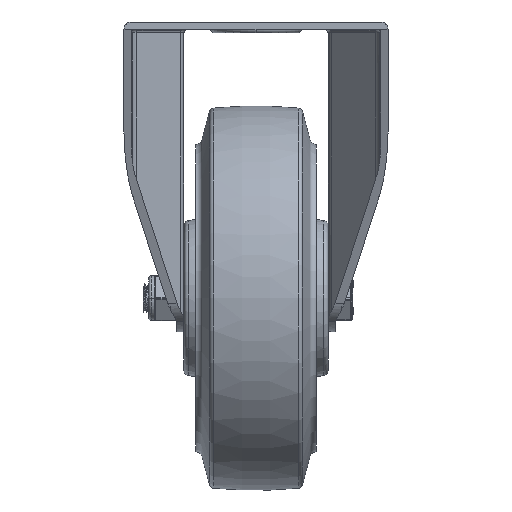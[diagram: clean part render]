
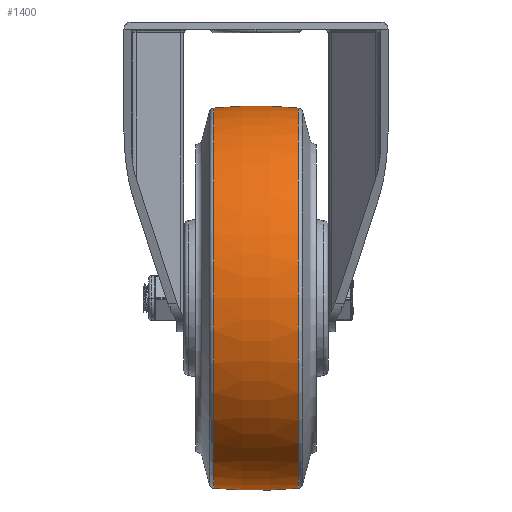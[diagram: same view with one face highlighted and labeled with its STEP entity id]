
A CAD part, left-side view. The second image highlights one B-rep face of the part: STEP entity #1400.
In plain terms, the highlighted toroidal (fillet/blend) face has major radius 101 mm and minor radius 181 mm.
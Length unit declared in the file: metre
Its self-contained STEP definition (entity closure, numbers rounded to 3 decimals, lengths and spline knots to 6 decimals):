
#1400=ADVANCED_FACE('27:35705',(#2703),#2704,.T.);
#2703=FACE_OUTER_BOUND('',#4750,.T.);
#2704=TOROIDAL_SURFACE('',#4751,-0.101,0.181);
#4750=EDGE_LOOP('',(#12558,#12559,#12560,#12561));
#4751=AXIS2_PLACEMENT_3D('',#12562,#12563,#12564);
#12558=ORIENTED_EDGE('',*,*,#19831,.T.);
#12559=ORIENTED_EDGE('',*,*,#19847,.F.);
#12560=ORIENTED_EDGE('',*,*,#19833,.T.);
#12561=ORIENTED_EDGE('',*,*,#19846,.T.);
#12562=CARTESIAN_POINT('',(0.,0.,0.0));
#12563=DIRECTION('',(0.,-1.0,0.));
#12564=DIRECTION('',(0.0,0.,-1.0));
#19831=EDGE_CURVE('',#22632,#22626,#22633,.T.);
#19833=EDGE_CURVE('',#22628,#22634,#22636,.T.);
#19846=EDGE_CURVE('27:35735',#22634,#22632,#22655,.T.);
#19847=EDGE_CURVE('27:35738',#22628,#22626,#22656,.T.);
#22626=VERTEX_POINT('',#28436);
#22628=VERTEX_POINT('',#28438);
#22632=VERTEX_POINT('',#28442);
#22633=CIRCLE('',#28443,0.181);
#22634=VERTEX_POINT('',#28444);
#22636=CIRCLE('',#28446,0.181);
#22655=CIRCLE('',#28467,0.079141);
#22656=CIRCLE('',#28468,0.079141);
#28436=CARTESIAN_POINT('',(0.,-0.017618,-0.079141));
#28438=CARTESIAN_POINT('',(0.,-0.017618,0.079141));
#28442=CARTESIAN_POINT('',(0.,0.017618,-0.079141));
#28443=AXIS2_PLACEMENT_3D('',#37111,#37112,#37113);
#28444=CARTESIAN_POINT('',(0.,0.017618,0.079141));
#28446=AXIS2_PLACEMENT_3D('',#37117,#37118,#37119);
#28467=AXIS2_PLACEMENT_3D('',#37152,#37153,#37154);
#28468=AXIS2_PLACEMENT_3D('',#37155,#37156,#37157);
#37111=CARTESIAN_POINT('',(0.,0.,0.101));
#37112=DIRECTION('',(-1.0,0.,0.));
#37113=DIRECTION('',(0.,0.,-1.0));
#37117=CARTESIAN_POINT('',(0.,0.,-0.101));
#37118=DIRECTION('',(-1.0,0.,0.));
#37119=DIRECTION('',(0.,0.,1.0));
#37152=CARTESIAN_POINT('',(0.,0.017618,0.));
#37153=DIRECTION('',(0.,-1.0,0.));
#37154=DIRECTION('',(0.,0.0,1.0));
#37155=CARTESIAN_POINT('',(0.,-0.017618,0.));
#37156=DIRECTION('',(0.,-1.0,0.));
#37157=DIRECTION('',(0.,0.0,1.0));
